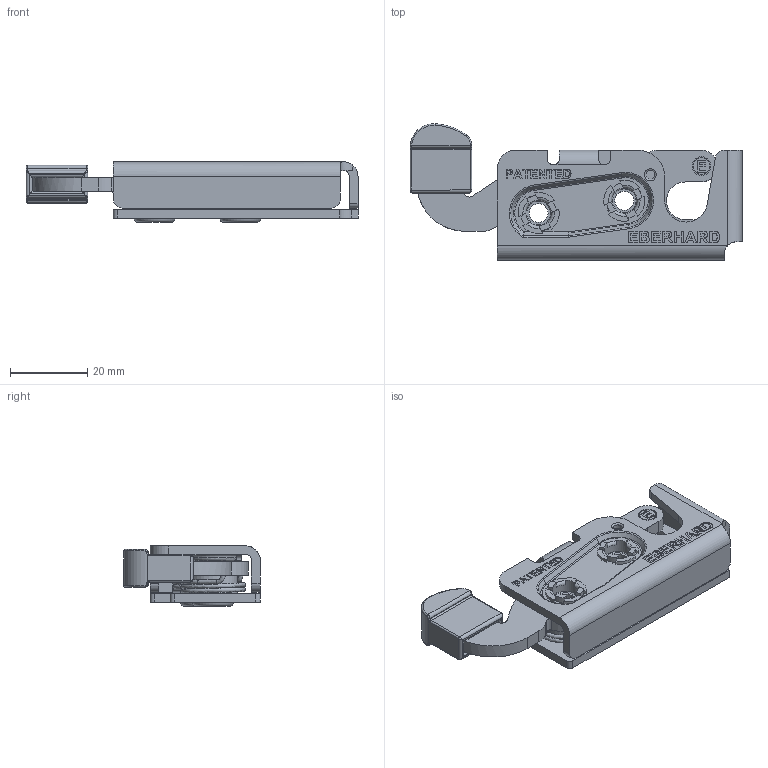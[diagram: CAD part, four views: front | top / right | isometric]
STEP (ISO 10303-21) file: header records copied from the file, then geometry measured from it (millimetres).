
FILE_DESCRIPTION(/* description */ ('','CAx-IF Rec.Pracs.---Representation and Presentation of Product Manufacturing Information (PMI)---4.0---2014-10-13'),/* implementation_level */ '2;1');
FILE_NAME(/* name */ '76-241-ML.stp',/* time_stamp */ '2022-02-01T08:32:45-05:00',/* author */ ('kbraun'),/* organization */ (''),/* preprocessor_version */ 'ST-DEVELOPER v18.1',/* originating_system */ 'Autodesk Inventor 2020',/* authorisation */ '');
FILE_SCHEMA (('AP242_MANAGED_MODEL_BASED_3D_ENGINEERING_MIM_LF { 1 0 10303 442 1 1 4 }'));
Length unit declared in the file: inch
Products named in the file (1): Part1
Bounding box: 86.14 x 35.4 x 15.67 mm (x, y, z)
Volume: 15450.3 mm3; surface area: 15145.1 mm2
Topology: 1 solids, 2 shells, 676 faces, 1860 edges, 1193 vertices
Faces by surface type: plane 417, cylinder 147, bspline 70, torus 34, cone 8
Full cylindrical faces by diameter (mm): 1.118 x2, 2.337 x1, 3.175 x1, 4.318 x2, 4.826 x2, 4.917 x2, 6.629 x4, 8.42 x4, 11.112 x2, 11.367 x2, 12.7 x2
Entity records: 24887 total; most frequent: CARTESIAN_POINT 6990, ORIENTED_EDGE 3716, DIRECTION 3344, EDGE_CURVE 1858, LINE 1240, VECTOR 1240, VERTEX_POINT 1193, AXIS2_PLACEMENT_3D 1052
